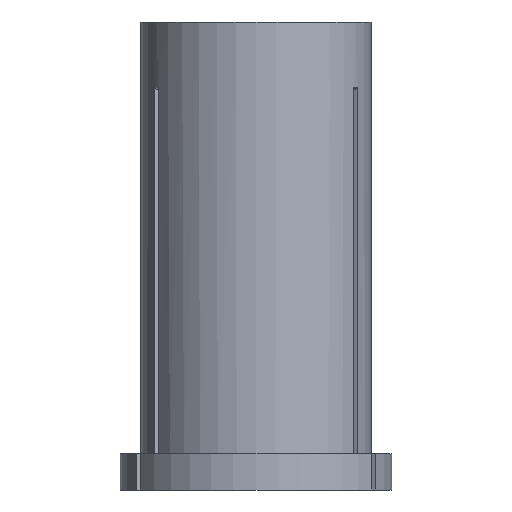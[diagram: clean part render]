
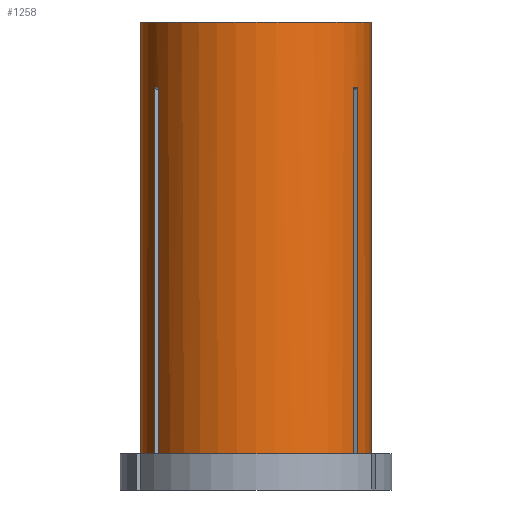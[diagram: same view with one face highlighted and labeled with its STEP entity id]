
A CAD part, front view. The second image highlights one B-rep face of the part: STEP entity #1258.
In plain terms, the highlighted cylindrical face has radius 15.875 mm (diameter 31.75 mm), a partial arc.
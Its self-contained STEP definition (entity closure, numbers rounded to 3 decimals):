
#31 = AXIS2_PLACEMENT_3D ( 'NONE', #1095, #145, #979 ) ;
#32 = B_SPLINE_CURVE_WITH_KNOTS ( 'NONE', 3,
 ( #583, #54, #596, #263, #588, #482 ),
 .UNSPECIFIED., .F., .F.,
 ( 4, 2, 4 ),
 ( 0.089, 0.09, 0.09 ),
 .UNSPECIFIED. ) ;
#39 = ORIENTED_EDGE ( 'NONE', *, *, #99, .T. ) ;
#43 = VERTEX_POINT ( 'NONE', #1319 ) ;
#54 = CARTESIAN_POINT ( 'NONE',  ( -13.912, -7.648, -9.002 ) ) ;
#61 = CARTESIAN_POINT ( 'NONE',  ( 13.491, -8.367, -9.006 ) ) ;
#75 = ORIENTED_EDGE ( 'NONE', *, *, #391, .T. ) ;
#88 = VECTOR ( 'NONE', #300, 1000. ) ;
#99 = EDGE_CURVE ( 'NONE', #918, #1188, #32, .T. ) ;
#108 = LINE ( 'NONE', #433, #740 ) ;
#112 = ORIENTED_EDGE ( 'NONE', *, *, #959, .T. ) ;
#113 = VERTEX_POINT ( 'NONE', #61 ) ;
#124 = LINE ( 'NONE', #817, #1212 ) ;
#132 = ORIENTED_EDGE ( 'NONE', *, *, #537, .F. ) ;
#145 = DIRECTION ( 'NONE',  ( 0., 0., 1. ) ) ;
#146 = EDGE_CURVE ( 'NONE', #375, #918, #859, .T. ) ;
#150 = CYLINDRICAL_SURFACE ( 'NONE', #218, 15.875 ) ;
#167 = AXIS2_PLACEMENT_3D ( 'NONE', #429, #1162, #641 ) ;
#172 = DIRECTION ( 'NONE',  ( 0., 0., 1. ) ) ;
#188 = CARTESIAN_POINT ( 'NONE',  ( 0., 0., -59.6 ) ) ;
#204 = LINE ( 'NONE', #759, #459 ) ;
#208 = VERTEX_POINT ( 'NONE', #849 ) ;
#218 = AXIS2_PLACEMENT_3D ( 'NONE', #1167, #1008, #246 ) ;
#224 = VERTEX_POINT ( 'NONE', #1165 ) ;
#234 = EDGE_CURVE ( 'NONE', #208, #224, #743, .T. ) ;
#246 = DIRECTION ( 'NONE',  ( 1., 0., 0. ) ) ;
#263 = CARTESIAN_POINT ( 'NONE',  ( -13.664, -8.083, -9. ) ) ;
#278 = DIRECTION ( 'NONE',  ( 1., 0., 0. ) ) ;
#298 = CARTESIAN_POINT ( 'NONE',  ( -13.991, -7.501, -9.006 ) ) ;
#300 = DIRECTION ( 'NONE',  ( 0., 0., 1. ) ) ;
#305 = CARTESIAN_POINT ( 'NONE',  ( 13.991, -7.501, -9.006 ) ) ;
#327 = VERTEX_POINT ( 'NONE', #328 ) ;
#328 = CARTESIAN_POINT ( 'NONE',  ( 13.491, -8.367, -59.6 ) ) ;
#338 = AXIS2_PLACEMENT_3D ( 'NONE', #188, #417, #517 ) ;
#375 = VERTEX_POINT ( 'NONE', #1342 ) ;
#391 = EDGE_CURVE ( 'NONE', #635, #876, #1187, .T. ) ;
#392 = ORIENTED_EDGE ( 'NONE', *, *, #234, .F. ) ;
#407 = CIRCLE ( 'NONE', #338, 15.875 ) ;
#417 = DIRECTION ( 'NONE',  ( 0., 0., 1. ) ) ;
#429 = CARTESIAN_POINT ( 'NONE',  ( 0., 0., 0. ) ) ;
#433 = CARTESIAN_POINT ( 'NONE',  ( 15.875, 0., 0. ) ) ;
#436 = CARTESIAN_POINT ( 'NONE',  ( 13.991, -7.501, -9.006 ) ) ;
#459 = VECTOR ( 'NONE', #1182, 1000. ) ;
#476 = ORIENTED_EDGE ( 'NONE', *, *, #1303, .F. ) ;
#482 = CARTESIAN_POINT ( 'NONE',  ( -13.491, -8.367, -9.006 ) ) ;
#498 = EDGE_CURVE ( 'NONE', #820, #327, #407, .T. ) ;
#512 = DIRECTION ( 'NONE',  ( 0., 0., 1. ) ) ;
#517 = DIRECTION ( 'NONE',  ( 1., 0., 0. ) ) ;
#519 = FACE_OUTER_BOUND ( 'NONE', #1036, .T. ) ;
#537 = EDGE_CURVE ( 'NONE', #635, #547, #204, .T. ) ;
#547 = VERTEX_POINT ( 'NONE', #436 ) ;
#552 = EDGE_CURVE ( 'NONE', #876, #43, #108, .T. ) ;
#583 = CARTESIAN_POINT ( 'NONE',  ( -13.991, -7.501, -9.006 ) ) ;
#588 = CARTESIAN_POINT ( 'NONE',  ( -13.579, -8.226, -9.002 ) ) ;
#596 = CARTESIAN_POINT ( 'NONE',  ( -13.831, -7.794, -9. ) ) ;
#617 = EDGE_CURVE ( 'NONE', #208, #375, #1229, .T. ) ;
#632 = ORIENTED_EDGE ( 'NONE', *, *, #1096, .T. ) ;
#635 = VERTEX_POINT ( 'NONE', #676 ) ;
#641 = DIRECTION ( 'NONE',  ( 1., 0., 0. ) ) ;
#651 = DIRECTION ( 'NONE',  ( 0., 0., 1. ) ) ;
#656 = CARTESIAN_POINT ( 'NONE',  ( -13.491, -8.367, -9.006 ) ) ;
#668 = ORIENTED_EDGE ( 'NONE', *, *, #552, .T. ) ;
#676 = CARTESIAN_POINT ( 'NONE',  ( 13.991, -7.501, -59.6 ) ) ;
#680 = ORIENTED_EDGE ( 'NONE', *, *, #498, .T. ) ;
#691 = VECTOR ( 'NONE', #722, 1000. ) ;
#720 = CARTESIAN_POINT ( 'NONE',  ( 15.875, 0., -59.6 ) ) ;
#722 = DIRECTION ( 'NONE',  ( 0., 0., 1. ) ) ;
#740 = VECTOR ( 'NONE', #651, 1000. ) ;
#743 = LINE ( 'NONE', #1049, #88 ) ;
#759 = CARTESIAN_POINT ( 'NONE',  ( 13.991, -7.501, 0. ) ) ;
#784 = DIRECTION ( 'NONE',  ( 0., 0., 1. ) ) ;
#809 = CARTESIAN_POINT ( 'NONE',  ( -13.991, -7.501, 0. ) ) ;
#810 = CARTESIAN_POINT ( 'NONE',  ( 13.58, -8.224, -9.002 ) ) ;
#815 = VECTOR ( 'NONE', #784, 1000. ) ;
#817 = CARTESIAN_POINT ( 'NONE',  ( -13.491, -8.367, 0. ) ) ;
#820 = VERTEX_POINT ( 'NONE', #1244 ) ;
#843 = CARTESIAN_POINT ( 'NONE',  ( 13.913, -7.647, -9.002 ) ) ;
#844 = ORIENTED_EDGE ( 'NONE', *, *, #146, .T. ) ;
#849 = CARTESIAN_POINT ( 'NONE',  ( -15.875, 0., -59.6 ) ) ;
#859 = LINE ( 'NONE', #809, #691 ) ;
#876 = VERTEX_POINT ( 'NONE', #720 ) ;
#902 = EDGE_CURVE ( 'NONE', #224, #43, #1186, .T. ) ;
#918 = VERTEX_POINT ( 'NONE', #298 ) ;
#924 = CARTESIAN_POINT ( 'NONE',  ( 13.751, -7.938, -8.998 ) ) ;
#959 = EDGE_CURVE ( 'NONE', #327, #113, #1066, .T. ) ;
#979 = DIRECTION ( 'NONE',  ( 1., 0., 0. ) ) ;
#1008 = DIRECTION ( 'NONE',  ( 0., 0., 1. ) ) ;
#1036 = EDGE_LOOP ( 'NONE', ( #392, #1102, #844, #39, #476, #680, #112, #632, #132, #75, #668, #1218 ) ) ;
#1049 = CARTESIAN_POINT ( 'NONE',  ( -15.875, 0., 0. ) ) ;
#1060 = AXIS2_PLACEMENT_3D ( 'NONE', #1131, #172, #278 ) ;
#1066 = LINE ( 'NONE', #1120, #815 ) ;
#1086 = B_SPLINE_CURVE_WITH_KNOTS ( 'NONE', 3,
 ( #1147, #810, #924, #843, #305 ),
 .UNSPECIFIED., .F., .F.,
 ( 4, 1, 4 ),
 ( 0.098, 0.098, 0.099 ),
 .UNSPECIFIED. ) ;
#1095 = CARTESIAN_POINT ( 'NONE',  ( 0., 0., -59.6 ) ) ;
#1096 = EDGE_CURVE ( 'NONE', #113, #547, #1086, .T. ) ;
#1102 = ORIENTED_EDGE ( 'NONE', *, *, #617, .T. ) ;
#1120 = CARTESIAN_POINT ( 'NONE',  ( 13.491, -8.367, 0. ) ) ;
#1131 = CARTESIAN_POINT ( 'NONE',  ( 0., 0., -59.6 ) ) ;
#1147 = CARTESIAN_POINT ( 'NONE',  ( 13.491, -8.367, -9.006 ) ) ;
#1162 = DIRECTION ( 'NONE',  ( 0., 0., 1. ) ) ;
#1165 = CARTESIAN_POINT ( 'NONE',  ( -15.875, 0., 0. ) ) ;
#1167 = CARTESIAN_POINT ( 'NONE',  ( 0., 0., 0. ) ) ;
#1182 = DIRECTION ( 'NONE',  ( 0., 0., 1. ) ) ;
#1186 = CIRCLE ( 'NONE', #167, 15.875 ) ;
#1187 = CIRCLE ( 'NONE', #1060, 15.875 ) ;
#1188 = VERTEX_POINT ( 'NONE', #656 ) ;
#1212 = VECTOR ( 'NONE', #512, 1000. ) ;
#1218 = ORIENTED_EDGE ( 'NONE', *, *, #902, .F. ) ;
#1229 = CIRCLE ( 'NONE', #31, 15.875 ) ;
#1244 = CARTESIAN_POINT ( 'NONE',  ( -13.491, -8.367, -59.6 ) ) ;
#1258 = ADVANCED_FACE ( 'NONE', ( #519 ), #150, .T. ) ;
#1303 = EDGE_CURVE ( 'NONE', #820, #1188, #124, .T. ) ;
#1319 = CARTESIAN_POINT ( 'NONE',  ( 15.875, 0., 0. ) ) ;
#1342 = CARTESIAN_POINT ( 'NONE',  ( -13.991, -7.501, -59.6 ) ) ;
